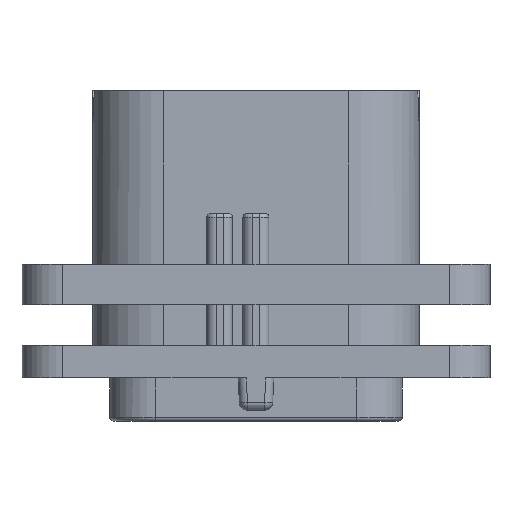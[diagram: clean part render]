
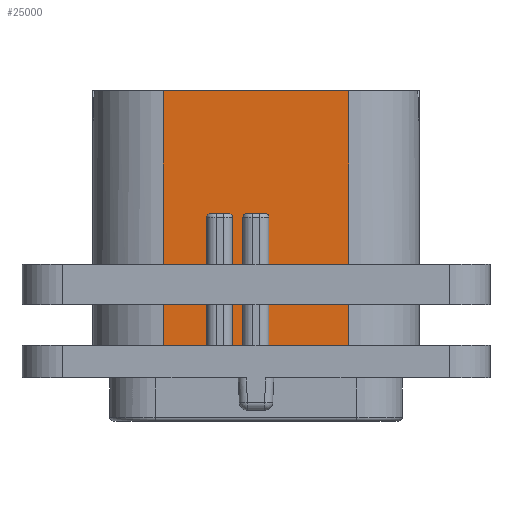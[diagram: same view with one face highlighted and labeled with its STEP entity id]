
A CAD part, front view. The second image highlights one B-rep face of the part: STEP entity #25000.
In plain terms, the highlighted planar face has unit normal (0, -1, 0).
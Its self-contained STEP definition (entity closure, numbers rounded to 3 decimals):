
#1176=DIRECTION('',(1.,0.,0.));
#1177=VECTOR('',#1176,11.4);
#1178=CARTESIAN_POINT('',(-5.7,-9.,17.67));
#1179=LINE('',#1178,#1177);
#5120=DIRECTION('',(1.,0.,0.));
#5121=VECTOR('',#5120,2.66);
#5122=CARTESIAN_POINT('',(-5.7,-9.,2.));
#5123=LINE('',#5122,#5121);
#5132=CARTESIAN_POINT('',(-2.79,-9.,9.87));
#5133=DIRECTION('',(0.,1.,0.));
#5134=DIRECTION('',(-1.,0.,0.));
#5135=AXIS2_PLACEMENT_3D('',#5132,#5133,#5134);
#5164=CARTESIAN_POINT('',(-1.69,-9.,9.87));
#5165=DIRECTION('',(0.,1.,0.));
#5166=DIRECTION('',(0.,0.,1.));
#5167=AXIS2_PLACEMENT_3D('',#5164,#5165,#5166);
#5177=DIRECTION('',(0.,0.,1.));
#5178=VECTOR('',#5177,7.87);
#5179=CARTESIAN_POINT('',(0.8,-9.,2.));
#5180=LINE('',#5179,#5178);
#5181=DIRECTION('',(1.,0.,0.));
#5182=VECTOR('',#5181,1.1);
#5183=CARTESIAN_POINT('',(-0.55,-9.,10.12));
#5184=LINE('',#5183,#5182);
#5185=DIRECTION('',(0.,0.,1.));
#5186=VECTOR('',#5185,7.87);
#5187=CARTESIAN_POINT('',(-0.8,-9.,2.));
#5188=LINE('',#5187,#5186);
#5189=DIRECTION('',(0.,0.,1.));
#5190=VECTOR('',#5189,7.87);
#5191=CARTESIAN_POINT('',(-1.44,-9.,2.));
#5192=LINE('',#5191,#5190);
#5193=DIRECTION('',(1.,0.,0.));
#5194=VECTOR('',#5193,1.1);
#5195=CARTESIAN_POINT('',(-2.79,-9.,10.12));
#5196=LINE('',#5195,#5194);
#5197=DIRECTION('',(0.,0.,1.));
#5198=VECTOR('',#5197,7.87);
#5199=CARTESIAN_POINT('',(-3.04,-9.,2.));
#5200=LINE('',#5199,#5198);
#5201=DIRECTION('',(0.,0.,-1.));
#5202=VECTOR('',#5201,15.67);
#5203=CARTESIAN_POINT('',(-5.7,-9.,17.67));
#5204=LINE('',#5203,#5202);
#5205=DIRECTION('',(0.,0.,-1.));
#5206=VECTOR('',#5205,15.67);
#5207=CARTESIAN_POINT('',(5.7,-9.,17.67));
#5208=LINE('',#5207,#5206);
#5222=CARTESIAN_POINT('',(0.55,-9.,9.87));
#5223=DIRECTION('',(0.,1.,0.));
#5224=DIRECTION('',(0.,0.,1.));
#5225=AXIS2_PLACEMENT_3D('',#5222,#5223,#5224);
#5264=CARTESIAN_POINT('',(-0.55,-9.,9.87));
#5265=DIRECTION('',(0.,1.,0.));
#5266=DIRECTION('',(-1.,0.,0.));
#5267=AXIS2_PLACEMENT_3D('',#5264,#5265,#5266);
#5355=DIRECTION('',(1.,0.,0.));
#5356=VECTOR('',#5355,4.9);
#5357=CARTESIAN_POINT('',(0.8,-9.,2.));
#5358=LINE('',#5357,#5356);
#8462=DIRECTION('',(1.,0.,0.));
#8463=VECTOR('',#8462,0.64);
#8464=CARTESIAN_POINT('',(-1.44,-9.,2.));
#8465=LINE('',#8464,#8463);
#15401=CARTESIAN_POINT('',(-5.7,-9.,17.67));
#15402=CARTESIAN_POINT('',(-5.7,-9.,2.));
#15403=VERTEX_POINT('',#15401);
#15404=VERTEX_POINT('',#15402);
#15405=CARTESIAN_POINT('',(5.7,-9.,17.67));
#15406=CARTESIAN_POINT('',(5.7,-9.,2.));
#15407=VERTEX_POINT('',#15405);
#15408=VERTEX_POINT('',#15406);
#15567=CARTESIAN_POINT('',(-3.04,-9.,2.));
#15568=VERTEX_POINT('',#15567);
#15569=CARTESIAN_POINT('',(-1.44,-9.,2.));
#15570=CARTESIAN_POINT('',(-0.8,-9.,2.));
#15571=VERTEX_POINT('',#15569);
#15572=VERTEX_POINT('',#15570);
#15573=CARTESIAN_POINT('',(0.8,-9.,2.));
#15574=VERTEX_POINT('',#15573);
#18056=CARTESIAN_POINT('',(-1.44,-9.,9.87));
#18058=VERTEX_POINT('',#18056);
#18060=CARTESIAN_POINT('',(-1.69,-9.,10.12));
#18062=VERTEX_POINT('',#18060);
#18083=CARTESIAN_POINT('',(-2.79,-9.,10.12));
#18084=VERTEX_POINT('',#18083);
#18085=CARTESIAN_POINT('',(-3.04,-9.,9.87));
#18086=VERTEX_POINT('',#18085);
#18088=CARTESIAN_POINT('',(0.8,-9.,9.87));
#18090=VERTEX_POINT('',#18088);
#18092=CARTESIAN_POINT('',(0.55,-9.,10.12));
#18094=VERTEX_POINT('',#18092);
#18095=CARTESIAN_POINT('',(-0.55,-9.,10.12));
#18097=VERTEX_POINT('',#18095);
#18099=CARTESIAN_POINT('',(-0.8,-9.,9.87));
#18101=VERTEX_POINT('',#18099);
#24970=CARTESIAN_POINT('',(-10.05,-9.,2.));
#24971=DIRECTION('',(0.,-1.,0.));
#24972=DIRECTION('',(1.,0.,0.));
#24973=AXIS2_PLACEMENT_3D('',#24970,#24971,#24972);
#24974=PLANE('',#24973);
#24976=ORIENTED_EDGE('',*,*,#24975,.T.);
#24978=ORIENTED_EDGE('',*,*,#24977,.F.);
#24980=ORIENTED_EDGE('',*,*,#24979,.F.);
#24982=ORIENTED_EDGE('',*,*,#24981,.F.);
#24984=ORIENTED_EDGE('',*,*,#24983,.F.);
#24986=ORIENTED_EDGE('',*,*,#24985,.F.);
#24987=ORIENTED_EDGE('',*,*,#24961,.T.);
#24988=ORIENTED_EDGE('',*,*,#24950,.F.);
#24989=ORIENTED_EDGE('',*,*,#24935,.F.);
#24990=ORIENTED_EDGE('',*,*,#24916,.F.);
#24991=ORIENTED_EDGE('',*,*,#24901,.F.);
#24992=ORIENTED_EDGE('',*,*,#24886,.F.);
#24993=ORIENTED_EDGE('',*,*,#19323,.F.);
#24994=ORIENTED_EDGE('',*,*,#19508,.T.);
#24995=ORIENTED_EDGE('',*,*,#19768,.T.);
#24997=ORIENTED_EDGE('',*,*,#24996,.F.);
#24998=EDGE_LOOP('',(#24976,#24978,#24980,#24982,#24984,#24986,#24987,#24988,
#24989,#24990,#24991,#24992,#24993,#24994,#24995,#24997));
#24999=FACE_OUTER_BOUND('',#24998,.F.);
#25000=ADVANCED_FACE('',(#24999),#24974,.T.);
#5136=CIRCLE('',#5135,0.25);
#5168=CIRCLE('',#5167,0.25);
#5226=CIRCLE('',#5225,0.25);
#5268=CIRCLE('',#5267,0.25);
#19323=EDGE_CURVE('',#15403,#15404,#5204,.T.);
#19508=EDGE_CURVE('',#15403,#15407,#1179,.T.);
#19768=EDGE_CURVE('',#15407,#15408,#5208,.T.);
#24886=EDGE_CURVE('',#15404,#15568,#5123,.T.);
#24901=EDGE_CURVE('',#15568,#18086,#5200,.T.);
#24916=EDGE_CURVE('',#18086,#18084,#5136,.T.);
#24935=EDGE_CURVE('',#18084,#18062,#5196,.T.);
#24950=EDGE_CURVE('',#18062,#18058,#5168,.T.);
#24961=EDGE_CURVE('',#15571,#18058,#5192,.T.);
#24975=EDGE_CURVE('',#15574,#18090,#5180,.T.);
#24977=EDGE_CURVE('',#18094,#18090,#5226,.T.);
#24979=EDGE_CURVE('',#18097,#18094,#5184,.T.);
#24981=EDGE_CURVE('',#18101,#18097,#5268,.T.);
#24983=EDGE_CURVE('',#15572,#18101,#5188,.T.);
#24985=EDGE_CURVE('',#15571,#15572,#8465,.T.);
#24996=EDGE_CURVE('',#15574,#15408,#5358,.T.);
